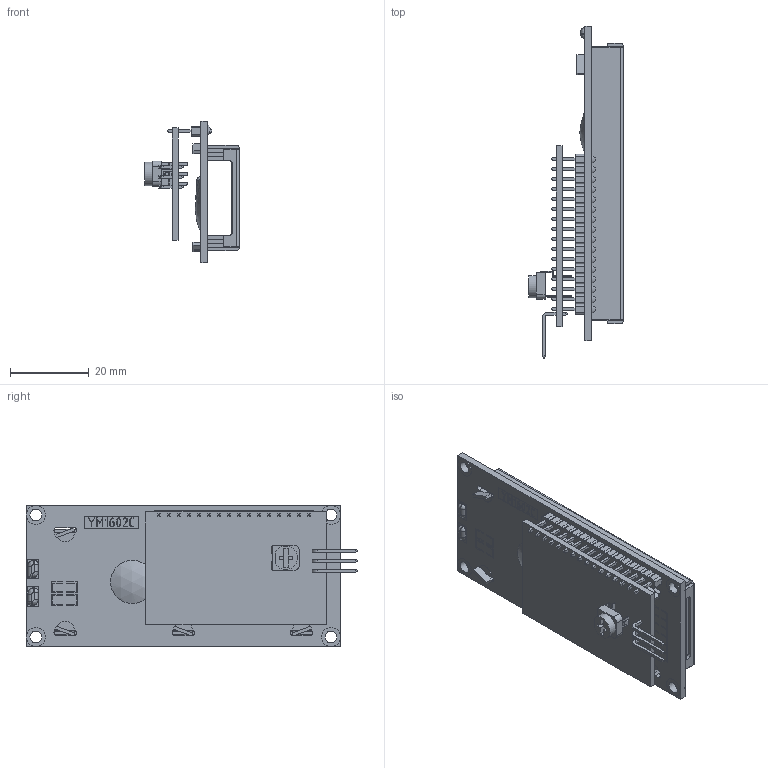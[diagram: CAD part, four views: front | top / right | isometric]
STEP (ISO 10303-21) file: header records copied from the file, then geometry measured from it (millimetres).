
FILE_DESCRIPTION(/* description */ (''),/* implementation_level */ '2;1');
FILE_NAME(/* name */ 'Serial 16x2 LCD.stp',/* time_stamp */ '2020-05-09T01:36:29+05:00',/* author */ (''),/* organization */ (''),/* preprocessor_version */ 'ST-DEVELOPER v15.2',/* originating_system */ 'Autodesk Translator Framework v2.0.0.5431',/* authorisation */ '');
FILE_SCHEMA (('AUTOMOTIVE_DESIGN { 1 0 10303 214 3 1 1 }'));
Products named in the file (1): serial lcd
Bounding box: 24.1 x 84.36 x 36 mm (x, y, z)
Volume: 13511.9 mm3; surface area: 27351.6 mm2
Topology: 54 solids, 54 shells, 2382 faces, 6425 edges, 4214 vertices
Faces by surface type: plane 1963, cylinder 221, bspline 174, torus 19, sphere 5
Full cylindrical faces by diameter (mm): 1 x32, 3 x6, 4.8 x8
Entity records: 77662 total; most frequent: CARTESIAN_POINT 17659, ORIENTED_EDGE 12680, DIRECTION 10983, EDGE_CURVE 6340, LINE 5621, VECTOR 5621, VERTEX_POINT 4178, EDGE_LOOP 3102
